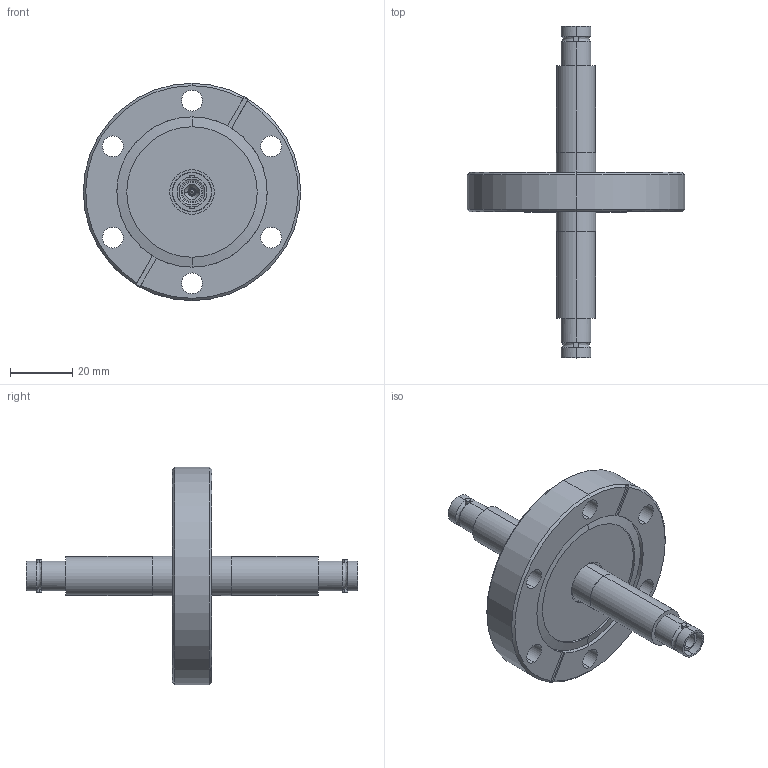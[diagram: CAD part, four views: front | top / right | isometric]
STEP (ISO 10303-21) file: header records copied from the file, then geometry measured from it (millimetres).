
FILE_DESCRIPTION (( 'STEP AP203' ), '1' );
FILE_NAME ('A0473-7-CF.STEP', '2013-08-29T11:36:53', ( '' ), ( '' ), 'SwSTEP 2.0', 'SolidWorks 2012', '' );
FILE_SCHEMA (( 'CONFIG_CONTROL_DESIGN' ));
Length unit declared in the file: inch
Products named in the file (1): A0473-7-CF
Bounding box: 69.85 x 106.68 x 69.85 mm (x, y, z)
Volume: 48690.4 mm3; surface area: 22164.1 mm2
Topology: 1 solids, 3 shells, 250 faces, 586 edges, 366 vertices
Faces by surface type: cylinder 130, cone 58, plane 46, bspline 16
Entity records: 7719 total; most frequent: CARTESIAN_POINT 1765, DIRECTION 1336, ORIENTED_EDGE 1164, EDGE_CURVE 582, AXIS2_PLACEMENT_3D 567, VERTEX_POINT 366, CIRCLE 332, EDGE_LOOP 294
